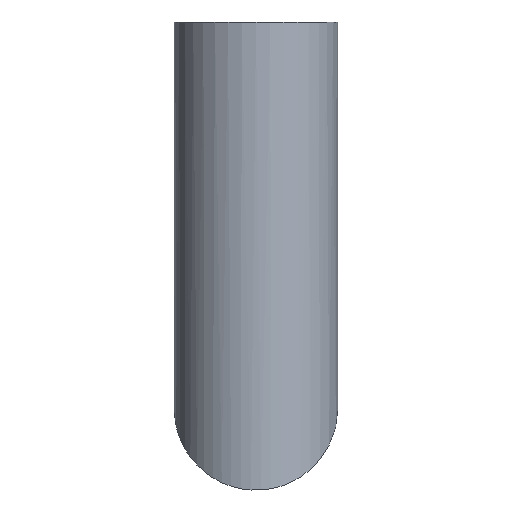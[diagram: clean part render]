
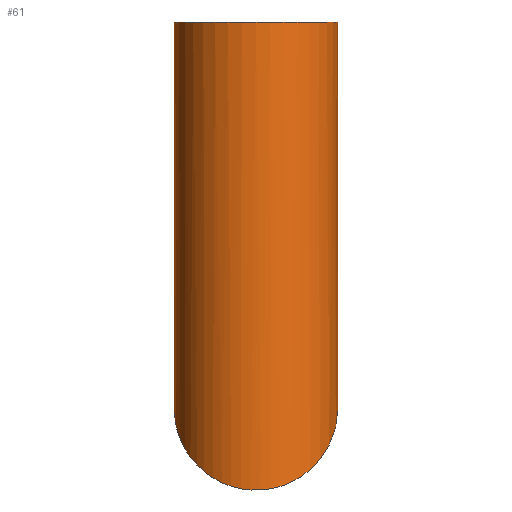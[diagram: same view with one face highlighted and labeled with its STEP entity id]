
A CAD part, front view. The second image highlights one B-rep face of the part: STEP entity #61.
In plain terms, the highlighted cylindrical face has radius 14 mm (diameter 28 mm), a full revolution.
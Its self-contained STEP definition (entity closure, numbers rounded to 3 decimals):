
#23=ELLIPSE('',#82,19.799,14.);
#26=ORIENTED_EDGE('',*,*,#34,.F.);
#27=ORIENTED_EDGE('',*,*,#35,.T.);
#34=EDGE_CURVE('',#38,#38,#41,.T.);
#35=EDGE_CURVE('',#39,#39,#23,.F.);
#38=VERTEX_POINT('',#111);
#39=VERTEX_POINT('',#113);
#41=CIRCLE('',#81,14.);
#44=EDGE_LOOP('',(#26));
#45=EDGE_LOOP('',(#27));
#52=FACE_BOUND('',#44,.T.);
#53=FACE_BOUND('',#45,.T.);
#59=CYLINDRICAL_SURFACE('',#80,14.);
#61=ADVANCED_FACE('',(#52,#53),#59,.T.);
#80=AXIS2_PLACEMENT_3D('',#109,#93,#94);
#81=AXIS2_PLACEMENT_3D('',#110,#95,#96);
#82=AXIS2_PLACEMENT_3D('',#112,#97,#98);
#93=DIRECTION('',(0.,0.,1.));
#94=DIRECTION('',(1.,0.,0.));
#95=DIRECTION('',(0.,0.,1.));
#96=DIRECTION('',(1.,0.,0.));
#97=DIRECTION('',(0.,0.707,-0.707));
#98=DIRECTION('',(0.,0.707,0.707));
#109=CARTESIAN_POINT('',(0.,0.,-80.));
#110=CARTESIAN_POINT('',(0.,0.,0.));
#111=CARTESIAN_POINT('',(14.,0.,0.));
#112=CARTESIAN_POINT('',(0.,0.,-66.));
#113=CARTESIAN_POINT('',(0.,14.,-52.));
